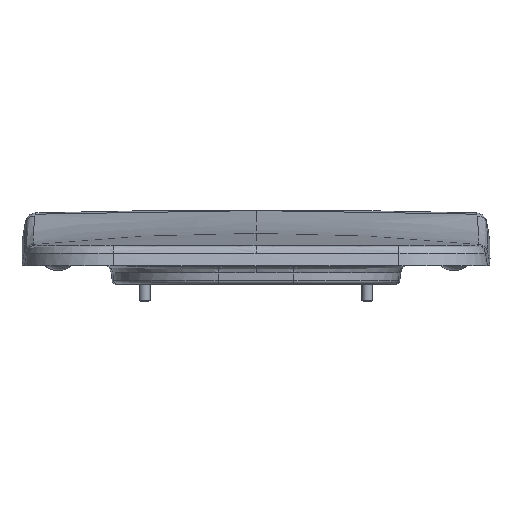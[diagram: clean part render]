
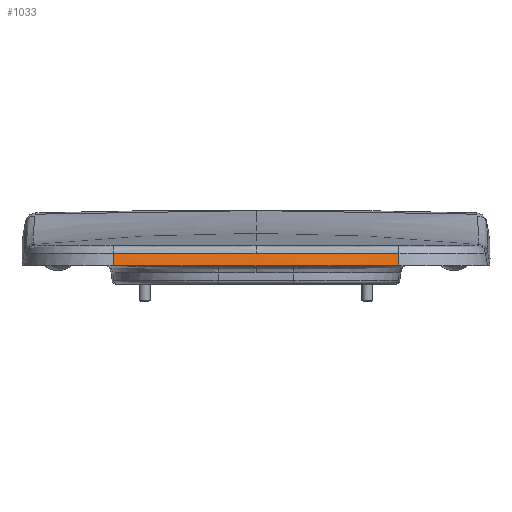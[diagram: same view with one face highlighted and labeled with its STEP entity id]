
A CAD part, front view. The second image highlights one B-rep face of the part: STEP entity #1033.
In plain terms, the highlighted conical face has half-angle 10 degrees and reference radius 3625.69 mm.
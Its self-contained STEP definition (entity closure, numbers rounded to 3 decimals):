
#139=CONICAL_SURFACE('',#9124,3625.689,10.);
#1033=ADVANCED_FACE('',(#1664),#139,.T.);
#1664=FACE_OUTER_BOUND('',#2206,.T.);
#2206=EDGE_LOOP('',(#4190,#4191,#4192,#4193,#4194,#4195));
#2716=LINE('',#17830,#2874);
#2743=LINE('',#25245,#2903);
#2874=VECTOR('',#9803,1.);
#2903=VECTOR('',#9990,1.);
#3102=CIRCLE('',#9122,3625.689);
#3103=CIRCLE('',#9123,3625.689);
#4190=ORIENTED_EDGE('',*,*,#7357,.F.);
#4191=ORIENTED_EDGE('',*,*,#7354,.T.);
#4192=ORIENTED_EDGE('',*,*,#7120,.T.);
#4193=ORIENTED_EDGE('',*,*,#7127,.F.);
#4194=ORIENTED_EDGE('',*,*,#7358,.F.);
#4195=ORIENTED_EDGE('',*,*,#7359,.F.);
#6234=VERTEX_POINT('',#17170);
#6236=VERTEX_POINT('',#17511);
#6241=VERTEX_POINT('',#17829);
#6373=VERTEX_POINT('',#24636);
#6374=VERTEX_POINT('',#25246);
#6375=VERTEX_POINT('',#25248);
#7120=EDGE_CURVE('',#6236,#6234,#8383,.T.);
#7127=EDGE_CURVE('',#6241,#6234,#2716,.T.);
#7354=EDGE_CURVE('',#6373,#6236,#8526,.T.);
#7357=EDGE_CURVE('',#6373,#6374,#2743,.T.);
#7358=EDGE_CURVE('',#6375,#6241,#3102,.T.);
#7359=EDGE_CURVE('',#6374,#6375,#3103,.T.);
#8383=B_SPLINE_CURVE_WITH_KNOTS('',3,(#17529,#17530,#17531,#17532,#17533,
#17534,#17535,#17536,#17537,#17538,#17539,#17540,#17541,#17542,#17543,#17544,
#17545,#17546,#17547,#17548,#17549),.UNSPECIFIED.,.F.,.F.,(4,2,2,1,1,1,
2,2,1,1,2,2,4),(0.,0.125,0.188,0.219,
0.234,0.242,0.246,0.25,
0.375,0.438,0.469,0.5,
1.),.UNSPECIFIED.);
#8526=B_SPLINE_CURVE_WITH_KNOTS('',3,(#24957,#24958,#24959,#24960),
 .UNSPECIFIED.,.F.,.F.,(4,4),(0.,1.),.UNSPECIFIED.);
#9122=AXIS2_PLACEMENT_3D('',#25247,#9991,#9992);
#9123=AXIS2_PLACEMENT_3D('',#25249,#9993,#9994);
#9124=AXIS2_PLACEMENT_3D('',#25250,#9995,#9996);
#9803=DIRECTION('',(0.006,0.174,0.985));
#9990=DIRECTION('',(0.006,-0.174,-0.985));
#9991=DIRECTION('',(0.,0.,-1.));
#9992=DIRECTION('',(1.,0.,0.));
#9993=DIRECTION('',(0.,0.,-1.));
#9994=DIRECTION('',(-1.,0.,0.));
#9995=DIRECTION('',(0.,0.,-1.));
#9996=DIRECTION('',(-1.,0.,0.));
#17170=CARTESIAN_POINT('',(-115.667,-436.43,-10.226));
#17511=CARTESIAN_POINT('',(0.,-438.261,-10.139));
#17529=CARTESIAN_POINT('',(0.,-438.261,-10.139));
#17530=CARTESIAN_POINT('',(-6.097,-438.261,-10.14));
#17531=CARTESIAN_POINT('',(-11.555,-438.246,-10.14));
#17532=CARTESIAN_POINT('',(-18.785,-438.214,-10.142));
#17533=CARTESIAN_POINT('',(-21.036,-438.201,-10.142));
#17534=CARTESIAN_POINT('',(-24.172,-438.181,-10.143));
#17535=CARTESIAN_POINT('',(-25.681,-438.171,-10.143));
#17536=CARTESIAN_POINT('',(-27.336,-438.159,-10.144));
#17537=CARTESIAN_POINT('',(-28.137,-438.153,-10.144));
#17538=CARTESIAN_POINT('',(-28.475,-438.15,-10.144));
#17539=CARTESIAN_POINT('',(-28.699,-438.149,-10.144));
#17540=CARTESIAN_POINT('',(-28.77,-438.148,-10.144));
#17541=CARTESIAN_POINT('',(-33.765,-438.108,-10.146));
#17542=CARTESIAN_POINT('',(-41.012,-438.037,-10.149));
#17543=CARTESIAN_POINT('',(-49.437,-437.928,-10.154));
#17544=CARTESIAN_POINT('',(-53.041,-437.876,-10.157));
#17545=CARTESIAN_POINT('',(-55.442,-437.841,-10.159));
#17546=CARTESIAN_POINT('',(-56.608,-437.823,-10.159));
#17547=CARTESIAN_POINT('',(-77.565,-437.491,-10.175));
#17548=CARTESIAN_POINT('',(-96.841,-437.026,-10.197));
#17549=CARTESIAN_POINT('',(-115.667,-436.43,-10.226));
#17829=CARTESIAN_POINT('',(-115.722,-438.153,-20.));
#17830=CARTESIAN_POINT('',(-115.722,-438.153,-20.));
#24636=CARTESIAN_POINT('',(115.667,-436.43,-10.226));
#24957=CARTESIAN_POINT('',(115.667,-436.43,-10.226));
#24958=CARTESIAN_POINT('',(80.205,-437.553,-10.171));
#24959=CARTESIAN_POINT('',(41.644,-438.262,-10.142));
#24960=CARTESIAN_POINT('',(0.,-438.261,-10.139));
#25245=CARTESIAN_POINT('',(115.722,-438.153,-20.));
#25246=CARTESIAN_POINT('',(115.722,-438.153,-20.));
#25247=CARTESIAN_POINT('',(0.,3185.689,-20.));
#25248=CARTESIAN_POINT('',(0.,-440.,-20.));
#25249=CARTESIAN_POINT('',(0.,3185.689,-20.));
#25250=CARTESIAN_POINT('',(0.,3185.689,-20.));
